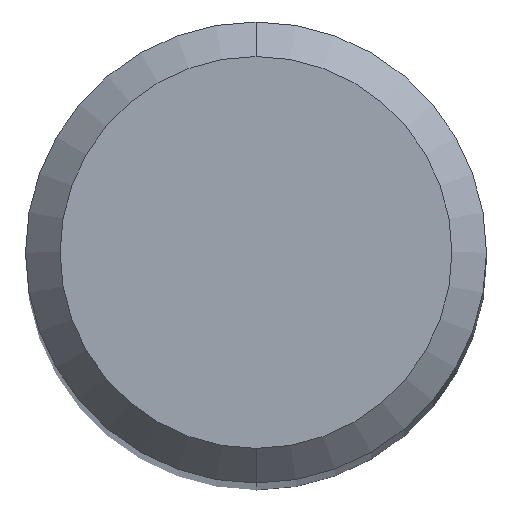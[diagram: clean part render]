
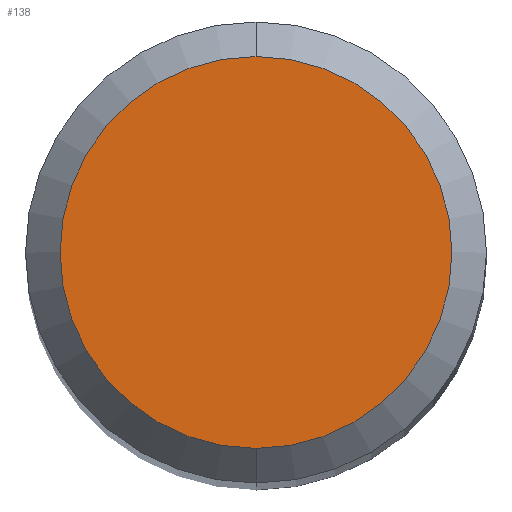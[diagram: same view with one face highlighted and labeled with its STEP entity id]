
A CAD part, top view. The second image highlights one B-rep face of the part: STEP entity #138.
In plain terms, the highlighted planar face has unit normal (0, 0, 1).
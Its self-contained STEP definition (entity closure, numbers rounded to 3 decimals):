
#98=EDGE_CURVE('',#110,#132,#247,.T.);
#110=VERTEX_POINT('',#260);
#112=EDGE_CURVE('',#132,#110,#262,.T.);
#132=VERTEX_POINT('',#283);
#138=ADVANCED_FACE('',(#289),#290,.T.);
#247=CIRCLE('',#406,1.7);
#260=CARTESIAN_POINT('',(0.,-1.7,0.0));
#262=CIRCLE('',#424,1.7);
#283=CARTESIAN_POINT('',(0.0,1.7,0.0));
#289=FACE_OUTER_BOUND('',#463,.T.);
#290=PLANE('',#464);
#406=AXIS2_PLACEMENT_3D('',#589,#590,#591);
#424=AXIS2_PLACEMENT_3D('',#604,#605,#606);
#463=EDGE_LOOP('',(#631,#632));
#464=AXIS2_PLACEMENT_3D('',#633,#634,#635);
#589=CARTESIAN_POINT('',(0.0,0.0,0.0));
#590=DIRECTION('',(0.0,0.0,-1.0));
#591=DIRECTION('',(0.0,1.0,0.0));
#604=CARTESIAN_POINT('',(0.0,0.0,0.0));
#605=DIRECTION('',(0.0,0.0,-1.0));
#606=DIRECTION('',(0.0,1.0,0.0));
#631=ORIENTED_EDGE('',*,*,#112,.F.);
#632=ORIENTED_EDGE('',*,*,#98,.F.);
#633=CARTESIAN_POINT('',(0.0,0.85,0.0));
#634=DIRECTION('',(-0.0,0.0,1.0));
#635=DIRECTION('',(0.0,-1.0,0.0));
